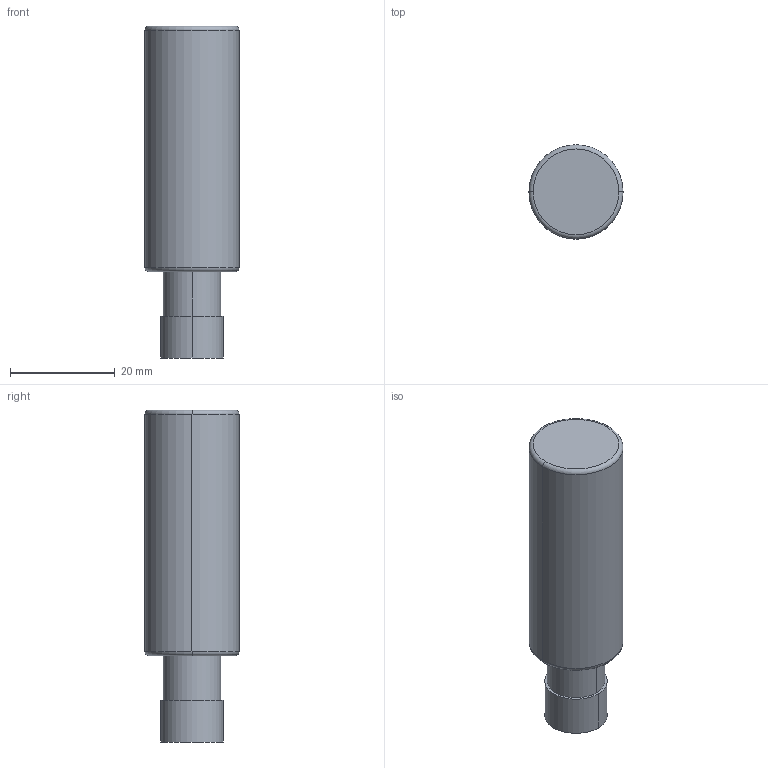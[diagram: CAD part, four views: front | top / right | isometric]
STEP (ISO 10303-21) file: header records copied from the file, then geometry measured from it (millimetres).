
FILE_DESCRIPTION((''),'2;1');
FILE_NAME('NEB12','2013-09-12T',('eisy'),('Pepperl+Fuchs'),'PRO/ENGINEER BY PARAMETRIC TECHNOLOGY CORPORATION, 2013050','PRO/ENGINEER BY PARAMETRIC TECHNOLOGY CORPORATION, 2013050','');
FILE_SCHEMA(('AUTOMOTIVE_DESIGN { 1 0 10303 214 1 1 1 1 }'));
Length unit declared in the file: millimetre
Products named in the file (1): NEB12
Bounding box: 18 x 18 x 63.5 mm (x, y, z)
Volume: 13657.4 mm3; surface area: 3758.8 mm2
Topology: 1 solids, 1 shells, 14 faces, 78 edges, 72 vertices
Faces by surface type: cylinder 6, plane 4, torus 4
Entity records: 1340 total; most frequent: DIRECTION 144, CARTESIAN_POINT 111, PRESENTATION_STYLE_ASSIGNMENT 63, STYLED_ITEM 63, PROPERTY_DEFINITION 60, REPRESENTATION 59, PROPERTY_DEFINITION_REPRESENTATION 59, CURVE_STYLE 53
